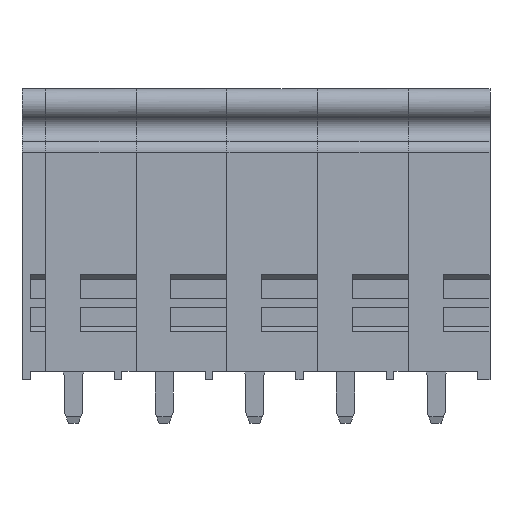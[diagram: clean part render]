
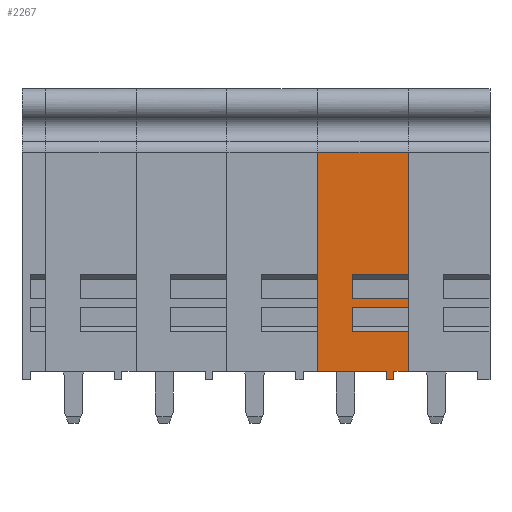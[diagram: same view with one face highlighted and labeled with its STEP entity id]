
A CAD part, front view. The second image highlights one B-rep face of the part: STEP entity #2267.
In plain terms, the highlighted planar face has unit normal (0, -1, 0).
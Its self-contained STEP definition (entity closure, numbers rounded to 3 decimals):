
#2267 = ADVANCED_FACE( '', ( #5239 ), #5240, .F. );
#5239 = FACE_OUTER_BOUND( '', #9103, .T. );
#5240 = PLANE( '', #9104 );
#9103 = EDGE_LOOP( '', ( #16296, #16297, #16298, #16299, #16300, #16301, #16302, #16303, #16304, #16305, #16306, #16307, #16308, #16309, #16310, #16311 ) );
#9104 = AXIS2_PLACEMENT_3D( '', #16312, #16313, #16314 );
#16296 = ORIENTED_EDGE( '', *, *, #25918, .T. );
#16297 = ORIENTED_EDGE( '', *, *, #25021, .F. );
#16298 = ORIENTED_EDGE( '', *, *, #25503, .T. );
#16299 = ORIENTED_EDGE( '', *, *, #25477, .T. );
#16300 = ORIENTED_EDGE( '', *, *, #25919, .F. );
#16301 = ORIENTED_EDGE( '', *, *, #24015, .F. );
#16302 = ORIENTED_EDGE( '', *, *, #25920, .T. );
#16303 = ORIENTED_EDGE( '', *, *, #24174, .T. );
#16304 = ORIENTED_EDGE( '', *, *, #25921, .F. );
#16305 = ORIENTED_EDGE( '', *, *, #24969, .T. );
#16306 = ORIENTED_EDGE( '', *, *, #24715, .T. );
#16307 = ORIENTED_EDGE( '', *, *, #25922, .F. );
#16308 = ORIENTED_EDGE( '', *, *, #25923, .F. );
#16309 = ORIENTED_EDGE( '', *, *, #25924, .F. );
#16310 = ORIENTED_EDGE( '', *, *, #25925, .T. );
#16311 = ORIENTED_EDGE( '', *, *, #25926, .T. );
#16312 = CARTESIAN_POINT( '', ( 0.6, -9.925, 11.755 ) );
#16313 = DIRECTION( '', ( 0., 1., 0. ) );
#16314 = DIRECTION( '', ( 0., 0., 1. ) );
#24015 = EDGE_CURVE( '', #28505, #28506, #28507, .T. );
#24174 = EDGE_CURVE( '', #28791, #28789, #28792, .T. );
#24715 = EDGE_CURVE( '', #29767, #29765, #29768, .T. );
#24969 = EDGE_CURVE( '', #30192, #29767, #30193, .T. );
#25021 = EDGE_CURVE( '', #30281, #30282, #30283, .T. );
#25477 = EDGE_CURVE( '', #31033, #31031, #31034, .T. );
#25503 = EDGE_CURVE( '', #30281, #31033, #31075, .T. );
#25918 = EDGE_CURVE( '', #31720, #30282, #31721, .T. );
#25919 = EDGE_CURVE( '', #28506, #31031, #31722, .T. );
#25920 = EDGE_CURVE( '', #28505, #28791, #31723, .T. );
#25921 = EDGE_CURVE( '', #30192, #28789, #31724, .T. );
#25922 = EDGE_CURVE( '', #31725, #29765, #31726, .T. );
#25923 = EDGE_CURVE( '', #31727, #31725, #31728, .T. );
#25924 = EDGE_CURVE( '', #31729, #31727, #31730, .T. );
#25925 = EDGE_CURVE( '', #31729, #31731, #31732, .T. );
#25926 = EDGE_CURVE( '', #31731, #31720, #31733, .T. );
#28505 = VERTEX_POINT( '', #35096 );
#28506 = VERTEX_POINT( '', #35097 );
#28507 = LINE( '', #35098, #35099 );
#28789 = VERTEX_POINT( '', #35545 );
#28791 = VERTEX_POINT( '', #35547 );
#28792 = LINE( '', #35548, #35549 );
#29765 = VERTEX_POINT( '', #36943 );
#29767 = VERTEX_POINT( '', #36946 );
#29768 = LINE( '', #36947, #36948 );
#30192 = VERTEX_POINT( '', #37546 );
#30193 = LINE( '', #37547, #37548 );
#30281 = VERTEX_POINT( '', #37665 );
#30282 = VERTEX_POINT( '', #37666 );
#30283 = LINE( '', #37667, #37668 );
#31031 = VERTEX_POINT( '', #38702 );
#31033 = VERTEX_POINT( '', #38705 );
#31034 = LINE( '', #38706, #38707 );
#31075 = LINE( '', #38758, #38759 );
#31720 = VERTEX_POINT( '', #39641 );
#31721 = LINE( '', #39642, #39643 );
#31722 = LINE( '', #39644, #39645 );
#31723 = LINE( '', #39646, #39647 );
#31724 = LINE( '', #39648, #39649 );
#31725 = VERTEX_POINT( '', #39650 );
#31726 = LINE( '', #39651, #39652 );
#31727 = VERTEX_POINT( '', #39653 );
#31728 = LINE( '', #39654, #39655 );
#31729 = VERTEX_POINT( '', #39656 );
#31730 = LINE( '', #39657, #39658 );
#31731 = VERTEX_POINT( '', #39659 );
#31732 = LINE( '', #39660, #39661 );
#31733 = LINE( '', #39662, #39663 );
#35096 = CARTESIAN_POINT( '', ( 1.8, -9.925, 1.615 ) );
#35097 = CARTESIAN_POINT( '', ( -2.85, -9.925, 1.615 ) );
#35098 = CARTESIAN_POINT( '', ( 1.8, -9.925, 1.615 ) );
#35099 = VECTOR( '', #43938, 1000. );
#35545 = CARTESIAN_POINT( '', ( -5.7, -9.925, 11.755 ) );
#35547 = CARTESIAN_POINT( '', ( 1.8, -9.925, 11.755 ) );
#35548 = CARTESIAN_POINT( '', ( 0.6, -9.925, 11.755 ) );
#35549 = VECTOR( '', #44103, 1000. );
#36943 = CARTESIAN_POINT( '', ( 0., -9.925, -7.085 ) );
#36946 = CARTESIAN_POINT( '', ( 0., -9.925, -6.385 ) );
#36947 = CARTESIAN_POINT( '', ( 0., -9.925, 11.755 ) );
#36948 = VECTOR( '', #44854, 1000. );
#37546 = CARTESIAN_POINT( '', ( -5.7, -9.925, -6.385 ) );
#37547 = CARTESIAN_POINT( '', ( -5.7, -9.925, -6.385 ) );
#37548 = VECTOR( '', #45147, 1000. );
#37665 = CARTESIAN_POINT( '', ( 1.8, -9.925, -1.085 ) );
#37666 = CARTESIAN_POINT( '', ( -2.85, -9.925, -1.085 ) );
#37667 = CARTESIAN_POINT( '', ( 1.8, -9.925, -1.085 ) );
#37668 = VECTOR( '', #45222, 1000. );
#38702 = CARTESIAN_POINT( '', ( -2.85, -9.925, -0.385 ) );
#38705 = CARTESIAN_POINT( '', ( 1.8, -9.925, -0.385 ) );
#38706 = CARTESIAN_POINT( '', ( 1.8, -9.925, -0.385 ) );
#38707 = VECTOR( '', #45781, 1000. );
#38758 = CARTESIAN_POINT( '', ( 1.8, -9.925, -0.385 ) );
#38759 = VECTOR( '', #45822, 1000. );
#39641 = CARTESIAN_POINT( '', ( -2.85, -9.925, -3.085 ) );
#39642 = CARTESIAN_POINT( '', ( -2.85, -9.925, -3.085 ) );
#39643 = VECTOR( '', #46334, 1000. );
#39644 = CARTESIAN_POINT( '', ( -2.85, -9.925, 1.615 ) );
#39645 = VECTOR( '', #46335, 1000. );
#39646 = CARTESIAN_POINT( '', ( 1.8, -9.925, 11.755 ) );
#39647 = VECTOR( '', #46336, 1000. );
#39648 = CARTESIAN_POINT( '', ( -5.7, -9.925, -6.385 ) );
#39649 = VECTOR( '', #46337, 1000. );
#39650 = CARTESIAN_POINT( '', ( 0.6, -9.925, -7.085 ) );
#39651 = CARTESIAN_POINT( '', ( 0.6, -9.925, -7.085 ) );
#39652 = VECTOR( '', #46338, 1000. );
#39653 = CARTESIAN_POINT( '', ( 0.6, -9.925, -6.385 ) );
#39654 = CARTESIAN_POINT( '', ( 0.6, -9.925, 11.755 ) );
#39655 = VECTOR( '', #46339, 1000. );
#39656 = CARTESIAN_POINT( '', ( 1.8, -9.925, -6.385 ) );
#39657 = CARTESIAN_POINT( '', ( 1.8, -9.925, -6.385 ) );
#39658 = VECTOR( '', #46340, 1000. );
#39659 = CARTESIAN_POINT( '', ( 1.8, -9.925, -3.085 ) );
#39660 = CARTESIAN_POINT( '', ( 1.8, -9.925, -3.085 ) );
#39661 = VECTOR( '', #46341, 1000. );
#39662 = CARTESIAN_POINT( '', ( 1.8, -9.925, -3.085 ) );
#39663 = VECTOR( '', #46342, 1000. );
#43938 = DIRECTION( '', ( -1., 0., 0. ) );
#44103 = DIRECTION( '', ( -1., 0., 0. ) );
#44854 = DIRECTION( '', ( 0., 0., -1. ) );
#45147 = DIRECTION( '', ( 1., 0., 0. ) );
#45222 = DIRECTION( '', ( -1., 0., 0. ) );
#45781 = DIRECTION( '', ( -1., 0., 0. ) );
#45822 = DIRECTION( '', ( 0., 0., 1. ) );
#46334 = DIRECTION( '', ( 0., 0., 1. ) );
#46335 = DIRECTION( '', ( 0., 0., -1. ) );
#46336 = DIRECTION( '', ( 0., 0., 1. ) );
#46337 = DIRECTION( '', ( 0., 0., 1. ) );
#46338 = DIRECTION( '', ( -1., 0., 0. ) );
#46339 = DIRECTION( '', ( 0., 0., -1. ) );
#46340 = DIRECTION( '', ( -1., 0., 0. ) );
#46341 = DIRECTION( '', ( 0., 0., 1. ) );
#46342 = DIRECTION( '', ( -1., 0., 0. ) );
